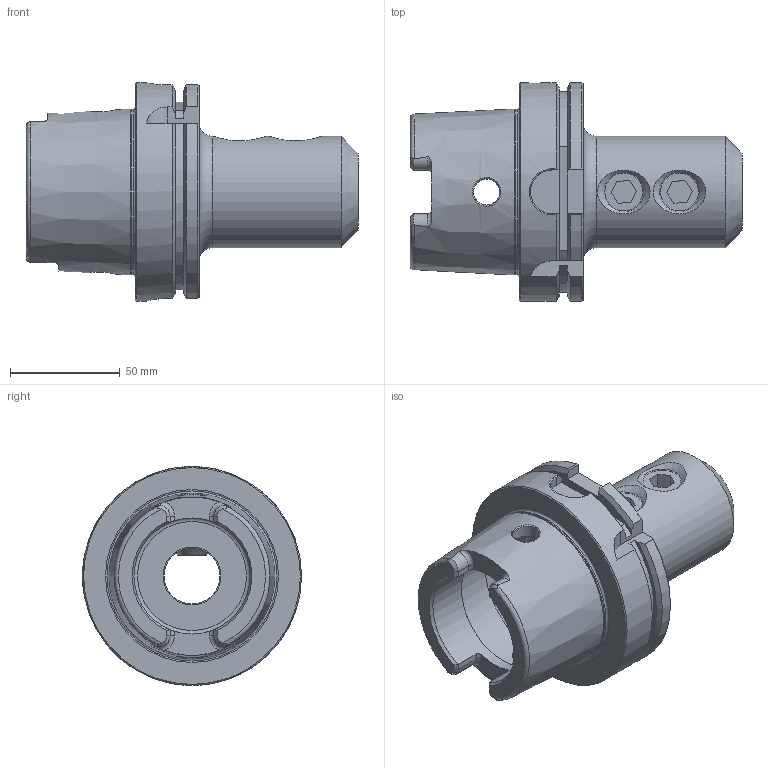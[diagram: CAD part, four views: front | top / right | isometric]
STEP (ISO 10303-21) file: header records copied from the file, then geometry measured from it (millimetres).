
FILE_DESCRIPTION((''),'2;1');
FILE_NAME('H100-10EM4.stp','2014-08-06T16:40:18',('kaykin'),(''),'Autodesk Inventor 2012','Autodesk Inventor 2012','');
FILE_SCHEMA(('AUTOMOTIVE_DESIGN { 1 0 10303 214 1 1 1 1 }'));
Length unit declared in the file: inch
Products named in the file (3): H100-10EM4; 029-926
Assembly tree (3 placements, depth 2):
  H100-10EM4
    H100-10EM4
    029-926  x2
Bounding box: 151.6 x 100 x 100 mm (x, y, z)
Volume: 356886.9 mm3; surface area: 68820.2 mm2
Topology: 3 solids, 3 shells, 146 faces, 372 edges, 235 vertices
Faces by surface type: plane 59, cylinder 35, cone 28, torus 13, bspline 11
Full cylindrical faces by diameter (mm): 10 x1, 12 x2, 17.323 x2, 19.05 x2, 25.4 x1, 26.416 x1, 50.8 x1, 53 x2, 63 x1, 75.364 x1, 100 x1
Entity records: 4970 total; most frequent: CARTESIAN_POINT 1856, ORIENTED_EDGE 604, DIRECTION 563, EDGE_CURVE 302, AXIS2_PLACEMENT_3D 228, VERTEX_POINT 207, EDGE_LOOP 179, FACE_OUTER_BOUND 134
